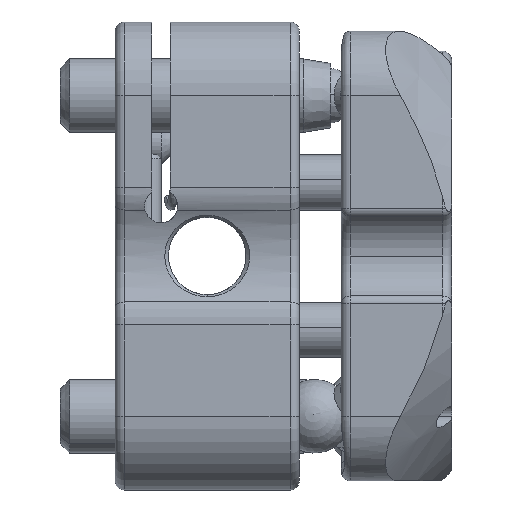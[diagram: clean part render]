
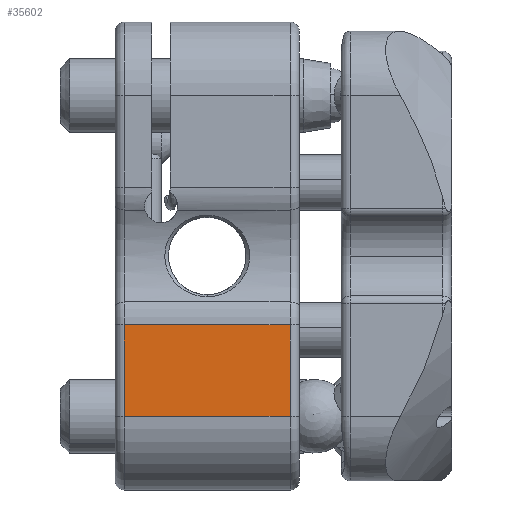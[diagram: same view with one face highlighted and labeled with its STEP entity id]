
A CAD part, front view. The second image highlights one B-rep face of the part: STEP entity #35602.
In plain terms, the highlighted planar face has unit normal (0, -1, 0).
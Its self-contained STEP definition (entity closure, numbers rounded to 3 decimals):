
#3463 = LINE ( 'NONE', #21941, #35195 ) ;
#3488 = DIRECTION ( 'NONE',  ( 0., 0., 1. ) ) ;
#5107 = LINE ( 'NONE', #42779, #24406 ) ;
#5470 = EDGE_LOOP ( 'NONE', ( #37490, #18495, #6616, #40092 ) ) ;
#5571 = CARTESIAN_POINT ( 'NONE',  ( -18., 0., -3.095 ) ) ;
#6464 = AXIS2_PLACEMENT_3D ( 'NONE', #40016, #23488, #36657 ) ;
#6616 = ORIENTED_EDGE ( 'NONE', *, *, #34317, .T. ) ;
#10648 = VERTEX_POINT ( 'NONE', #5571 ) ;
#12389 = DIRECTION ( 'NONE',  ( 1., 0., 0. ) ) ;
#13506 = CARTESIAN_POINT ( 'NONE',  ( -9., 0., 1.864 ) ) ;
#13864 = CARTESIAN_POINT ( 'NONE',  ( -9., 0., 18.305 ) ) ;
#14652 = VERTEX_POINT ( 'NONE', #13506 ) ;
#15606 = VERTEX_POINT ( 'NONE', #35731 ) ;
#15665 = VECTOR ( 'NONE', #12389, 1000. ) ;
#15883 = CARTESIAN_POINT ( 'NONE',  ( -18., 0., 1.864 ) ) ;
#17767 = LINE ( 'NONE', #32231, #15665 ) ;
#18053 = DIRECTION ( 'NONE',  ( 0., 0., -1. ) ) ;
#18495 = ORIENTED_EDGE ( 'NONE', *, *, #25277, .T. ) ;
#18658 = FACE_OUTER_BOUND ( 'NONE', #5470, .T. ) ;
#20311 = PLANE ( 'NONE',  #6464 ) ;
#21941 = CARTESIAN_POINT ( 'NONE',  ( -18., 0., -3.095 ) ) ;
#23488 = DIRECTION ( 'NONE',  ( 0., 1., 0. ) ) ;
#24406 = VECTOR ( 'NONE', #26402, 1000. ) ;
#25277 = EDGE_CURVE ( 'NONE', #15606, #14652, #39543, .T. ) ;
#26402 = DIRECTION ( 'NONE',  ( -1., 0., 0. ) ) ;
#29459 = EDGE_CURVE ( 'NONE', #10648, #15606, #17767, .T. ) ;
#29689 = VECTOR ( 'NONE', #3488, 1000. ) ;
#32231 = CARTESIAN_POINT ( 'NONE',  ( -18.5, 0., -3.095 ) ) ;
#34317 = EDGE_CURVE ( 'NONE', #14652, #40175, #5107, .T. ) ;
#35195 = VECTOR ( 'NONE', #18053, 1000. ) ;
#35602 = ADVANCED_FACE ( 'NONE', ( #18658 ), #20311, .F. ) ;
#35731 = CARTESIAN_POINT ( 'NONE',  ( -9., 0., -3.095 ) ) ;
#36435 = EDGE_CURVE ( 'NONE', #40175, #10648, #3463, .T. ) ;
#36657 = DIRECTION ( 'NONE',  ( 0., 0., -1. ) ) ;
#37490 = ORIENTED_EDGE ( 'NONE', *, *, #29459, .T. ) ;
#39543 = LINE ( 'NONE', #13864, #29689 ) ;
#40016 = CARTESIAN_POINT ( 'NONE',  ( -18.5, 0., 18.305 ) ) ;
#40092 = ORIENTED_EDGE ( 'NONE', *, *, #36435, .T. ) ;
#40175 = VERTEX_POINT ( 'NONE', #15883 ) ;
#42779 = CARTESIAN_POINT ( 'NONE',  ( -18.5, 0., 1.864 ) ) ;
